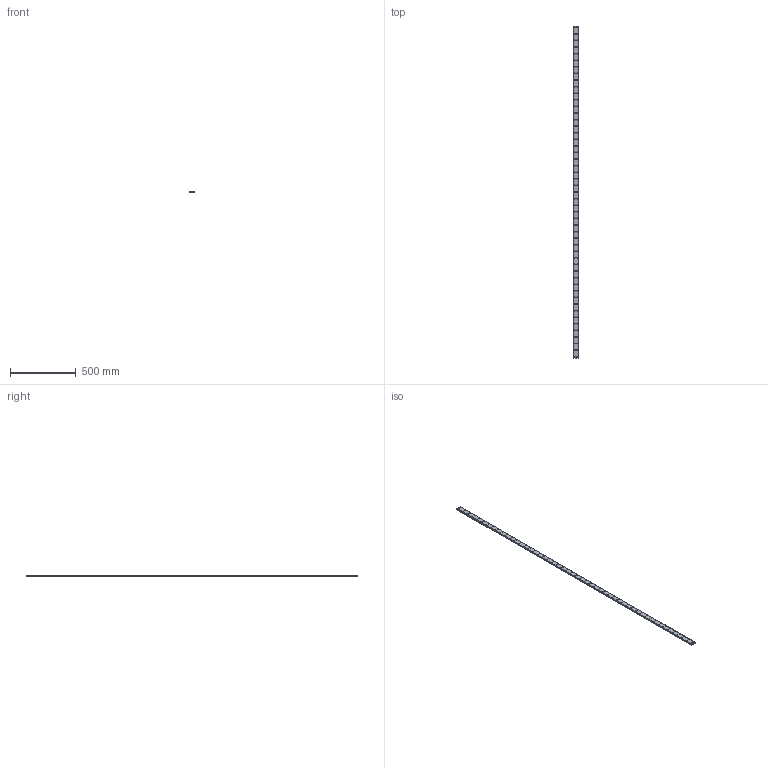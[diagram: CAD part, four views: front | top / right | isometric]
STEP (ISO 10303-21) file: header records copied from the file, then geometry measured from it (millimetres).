
FILE_DESCRIPTION(('STEP AP214'),'1');
FILE_NAME('cctmp_FD0575E9-8495-4F56-A24C-0B78BB089A5E_2021_03_02_15_28_28_0464..stp','2021-03-02T14:28:28',('HIWIN GmbH'),('CADClick - www.CADClick.com'),'Spatial InterOp 3D',' ','unknown authorization');
FILE_SCHEMA(('AUTOMOTIVE_DESIGN'));
Length unit declared in the file: millimetre
Products named in the file (1): WER21R2520H_FILE
Bounding box: 37 x 2520 x 11 mm (x, y, z)
Volume: 933504.2 mm3; surface area: 273084.1 mm2
Topology: 1 solids, 1 shells, 1021 faces, 2127 edges, 1418 vertices
Faces by surface type: cylinder 630, plane 391
Entity records: 35973 total; most frequent: DIRECTION 5431, CARTESIAN_POINT 4567, ORIENTED_EDGE 4254, AXIS2_PLACEMENT_3D 2282, EDGE_CURVE 2127, VERTEX_POINT 1418, EDGE_LOOP 1331, CIRCLE 1260
